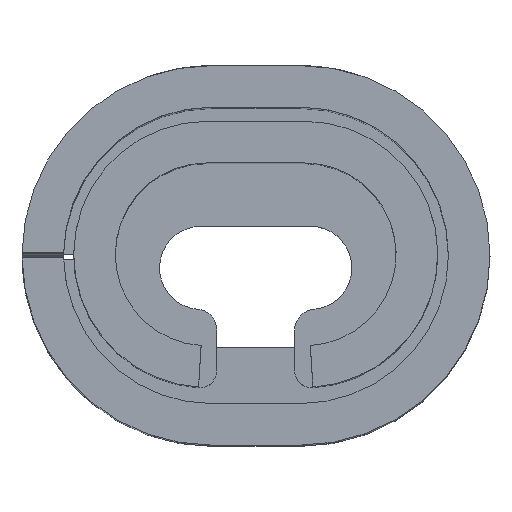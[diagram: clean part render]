
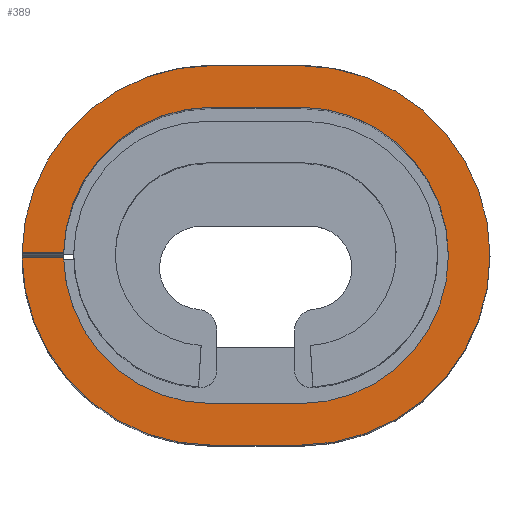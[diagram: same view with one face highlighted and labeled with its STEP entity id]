
A CAD part, top view. The second image highlights one B-rep face of the part: STEP entity #389.
In plain terms, the highlighted planar face has unit normal (0, 0, 1).
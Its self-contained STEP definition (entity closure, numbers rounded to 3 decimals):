
#50 = CARTESIAN_POINT ( 'NONE',  ( -3.7, -0.05, 15. ) ) ;
#58 = EDGE_CURVE ( 'NONE', #3843, #1212, #408, .T. ) ;
#119 = LINE ( 'NONE', #3686, #3455 ) ;
#132 = VECTOR ( 'NONE', #1774, 1000. ) ;
#167 = CARTESIAN_POINT ( 'NONE',  ( -0.85, 0., 15. ) ) ;
#214 = CARTESIAN_POINT ( 'NONE',  ( 0.85, 2.85, 15. ) ) ;
#230 = CARTESIAN_POINT ( 'NONE',  ( 0.85, 0., 15. ) ) ;
#257 = CARTESIAN_POINT ( 'NONE',  ( 0.85, 0., 15. ) ) ;
#266 = DIRECTION ( 'NONE',  ( 0., 0., 1. ) ) ;
#301 = CARTESIAN_POINT ( 'NONE',  ( -0.85, -2.85, 15. ) ) ;
#381 = EDGE_LOOP ( 'NONE', ( #1051, #2099, #1441, #2995, #765, #415, #3693, #448, #3104, #2690, #717, #880 ) ) ;
#389 = ADVANCED_FACE ( 'NONE', ( #1355 ), #3431, .T. ) ;
#390 = CARTESIAN_POINT ( 'NONE',  ( -0.85, -2.85, 15. ) ) ;
#408 = CIRCLE ( 'NONE', #2601, 3.65 ) ;
#415 = ORIENTED_EDGE ( 'NONE', *, *, #2821, .F. ) ;
#445 = EDGE_CURVE ( 'NONE', #2564, #3630, #737, .T. ) ;
#448 = ORIENTED_EDGE ( 'NONE', *, *, #3028, .T. ) ;
#490 = DIRECTION ( 'NONE',  ( 0., 0., 1. ) ) ;
#543 = CARTESIAN_POINT ( 'NONE',  ( -0.85, 3.65, 15. ) ) ;
#631 = DIRECTION ( 'NONE',  ( 1., 0., 0. ) ) ;
#633 = DIRECTION ( 'NONE',  ( 0., 0., 1. ) ) ;
#641 = EDGE_CURVE ( 'NONE', #3140, #1891, #2356, .T. ) ;
#717 = ORIENTED_EDGE ( 'NONE', *, *, #2389, .T. ) ;
#737 = CIRCLE ( 'NONE', #3426, 2.85 ) ;
#765 = ORIENTED_EDGE ( 'NONE', *, *, #1628, .F. ) ;
#813 = CARTESIAN_POINT ( 'NONE',  ( -0.85, -3.65, 15. ) ) ;
#816 = DIRECTION ( 'NONE',  ( 0., 0., 1. ) ) ;
#866 = CIRCLE ( 'NONE', #3075, 2.85 ) ;
#880 = ORIENTED_EDGE ( 'NONE', *, *, #940, .T. ) ;
#895 = AXIS2_PLACEMENT_3D ( 'NONE', #1834, #633, #958 ) ;
#940 = EDGE_CURVE ( 'NONE', #3374, #1511, #1499, .T. ) ;
#955 = VECTOR ( 'NONE', #1742, 1000. ) ;
#958 = DIRECTION ( 'NONE',  ( 1., 0., 0. ) ) ;
#1010 = VERTEX_POINT ( 'NONE', #1791 ) ;
#1032 = EDGE_CURVE ( 'NONE', #3445, #2488, #1479, .T. ) ;
#1051 = ORIENTED_EDGE ( 'NONE', *, *, #3158, .T. ) ;
#1077 = DIRECTION ( 'NONE',  ( 1., 0., 0. ) ) ;
#1110 = DIRECTION ( 'NONE',  ( 1., 0., 0. ) ) ;
#1115 = DIRECTION ( 'NONE',  ( 0., 0., 1. ) ) ;
#1212 = VERTEX_POINT ( 'NONE', #3672 ) ;
#1243 = CARTESIAN_POINT ( 'NONE',  ( -0.85, 3.65, 15. ) ) ;
#1355 = FACE_OUTER_BOUND ( 'NONE', #381, .T. ) ;
#1441 = ORIENTED_EDGE ( 'NONE', *, *, #3516, .F. ) ;
#1479 = LINE ( 'NONE', #1754, #2039 ) ;
#1499 = CIRCLE ( 'NONE', #3500, 3.65 ) ;
#1511 = VERTEX_POINT ( 'NONE', #2940 ) ;
#1617 = DIRECTION ( 'NONE',  ( 1., 0., 0. ) ) ;
#1628 = EDGE_CURVE ( 'NONE', #3084, #2564, #2747, .T. ) ;
#1638 = CARTESIAN_POINT ( 'NONE',  ( -4.5, 0.05, 15. ) ) ;
#1643 = VECTOR ( 'NONE', #2866, 1000. ) ;
#1734 = LINE ( 'NONE', #813, #132 ) ;
#1741 = DIRECTION ( 'NONE',  ( 1., 0., 0. ) ) ;
#1742 = DIRECTION ( 'NONE',  ( -1., 0., 0. ) ) ;
#1754 = CARTESIAN_POINT ( 'NONE',  ( -4.5, -0.05, 15. ) ) ;
#1774 = DIRECTION ( 'NONE',  ( 1., 0., 0. ) ) ;
#1791 = CARTESIAN_POINT ( 'NONE',  ( -0.85, -3.65, 15. ) ) ;
#1834 = CARTESIAN_POINT ( 'NONE',  ( -0.85, 0., 15. ) ) ;
#1863 = DIRECTION ( 'NONE',  ( 1., 0., 0. ) ) ;
#1891 = VERTEX_POINT ( 'NONE', #3807 ) ;
#1895 = CIRCLE ( 'NONE', #895, 3.65 ) ;
#1912 = AXIS2_PLACEMENT_3D ( 'NONE', #2247, #816, #1077 ) ;
#1944 = DIRECTION ( 'NONE',  ( 0., 0., 1. ) ) ;
#2039 = VECTOR ( 'NONE', #631, 1000. ) ;
#2099 = ORIENTED_EDGE ( 'NONE', *, *, #641, .F. ) ;
#2247 = CARTESIAN_POINT ( 'NONE',  ( -0.85, 0., 15. ) ) ;
#2280 = DIRECTION ( 'NONE',  ( 0., 0., 1. ) ) ;
#2341 = VECTOR ( 'NONE', #3665, 1000. ) ;
#2356 = CIRCLE ( 'NONE', #1912, 2.85 ) ;
#2389 = EDGE_CURVE ( 'NONE', #1212, #3374, #3247, .T. ) ;
#2422 = AXIS2_PLACEMENT_3D ( 'NONE', #3076, #1944, #1863 ) ;
#2483 = CARTESIAN_POINT ( 'NONE',  ( 0.85, -2.85, 15. ) ) ;
#2488 = VERTEX_POINT ( 'NONE', #50 ) ;
#2564 = VERTEX_POINT ( 'NONE', #2483 ) ;
#2601 = AXIS2_PLACEMENT_3D ( 'NONE', #257, #490, #1617 ) ;
#2690 = ORIENTED_EDGE ( 'NONE', *, *, #58, .T. ) ;
#2747 = LINE ( 'NONE', #390, #2341 ) ;
#2759 = CARTESIAN_POINT ( 'NONE',  ( 0.85, -3.65, 15. ) ) ;
#2821 = EDGE_CURVE ( 'NONE', #2488, #3084, #866, .T. ) ;
#2843 = DIRECTION ( 'NONE',  ( -1., 0., 0. ) ) ;
#2866 = DIRECTION ( 'NONE',  ( 1., 0., 0. ) ) ;
#2907 = CARTESIAN_POINT ( 'NONE',  ( -0.85, 0., 15. ) ) ;
#2913 = EDGE_CURVE ( 'NONE', #1010, #3843, #1734, .T. ) ;
#2940 = CARTESIAN_POINT ( 'NONE',  ( -4.5, 0.05, 15. ) ) ;
#2995 = ORIENTED_EDGE ( 'NONE', *, *, #445, .F. ) ;
#3028 = EDGE_CURVE ( 'NONE', #3445, #1010, #1895, .T. ) ;
#3075 = AXIS2_PLACEMENT_3D ( 'NONE', #2907, #266, #1110 ) ;
#3076 = CARTESIAN_POINT ( 'NONE',  ( -0.85, 0., 15. ) ) ;
#3084 = VERTEX_POINT ( 'NONE', #301 ) ;
#3104 = ORIENTED_EDGE ( 'NONE', *, *, #2913, .T. ) ;
#3140 = VERTEX_POINT ( 'NONE', #3750 ) ;
#3158 = EDGE_CURVE ( 'NONE', #1511, #1891, #3378, .T. ) ;
#3247 = LINE ( 'NONE', #543, #955 ) ;
#3372 = CARTESIAN_POINT ( 'NONE',  ( -4.5, -0.05, 15. ) ) ;
#3374 = VERTEX_POINT ( 'NONE', #1243 ) ;
#3378 = LINE ( 'NONE', #1638, #1643 ) ;
#3426 = AXIS2_PLACEMENT_3D ( 'NONE', #230, #1115, #1741 ) ;
#3431 = PLANE ( 'NONE',  #2422 ) ;
#3445 = VERTEX_POINT ( 'NONE', #3372 ) ;
#3455 = VECTOR ( 'NONE', #2843, 1000. ) ;
#3500 = AXIS2_PLACEMENT_3D ( 'NONE', #167, #2280, #3792 ) ;
#3516 = EDGE_CURVE ( 'NONE', #3630, #3140, #119, .T. ) ;
#3630 = VERTEX_POINT ( 'NONE', #214 ) ;
#3665 = DIRECTION ( 'NONE',  ( 1., 0., 0. ) ) ;
#3672 = CARTESIAN_POINT ( 'NONE',  ( 0.85, 3.65, 15. ) ) ;
#3686 = CARTESIAN_POINT ( 'NONE',  ( -0.85, 2.85, 15. ) ) ;
#3693 = ORIENTED_EDGE ( 'NONE', *, *, #1032, .F. ) ;
#3750 = CARTESIAN_POINT ( 'NONE',  ( -0.85, 2.85, 15. ) ) ;
#3792 = DIRECTION ( 'NONE',  ( 1., 0., 0. ) ) ;
#3807 = CARTESIAN_POINT ( 'NONE',  ( -3.7, 0.05, 15. ) ) ;
#3843 = VERTEX_POINT ( 'NONE', #2759 ) ;
